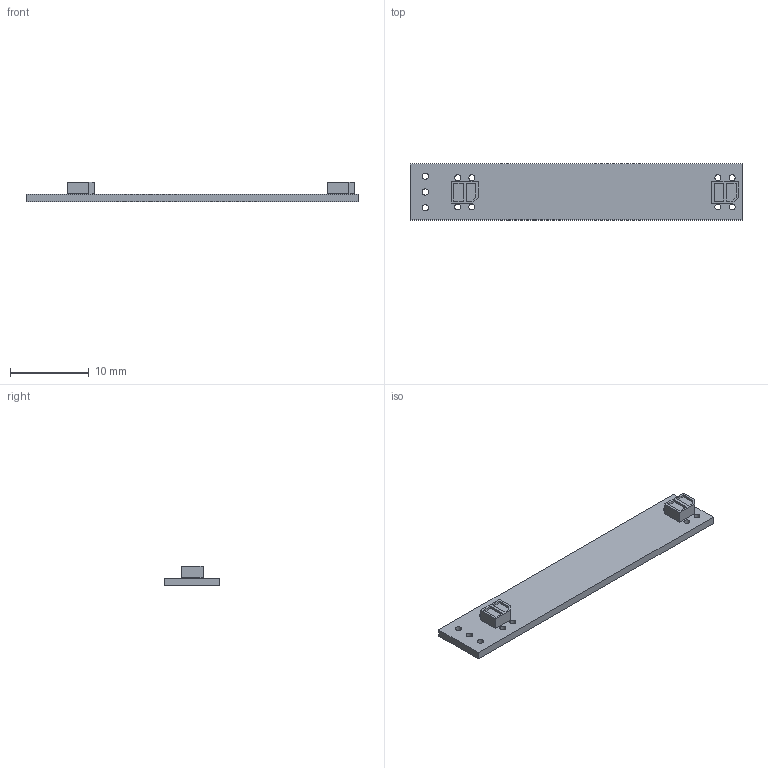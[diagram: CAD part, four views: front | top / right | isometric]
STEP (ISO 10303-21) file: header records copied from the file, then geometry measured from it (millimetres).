
FILE_DESCRIPTION(('KiCad electronic assembly'),'2;1');
FILE_NAME('robotrace_v2_Sidemarker.step','2023-07-07T23:51:27',('Pcbnew' ),('Kicad'),'Open CASCADE STEP processor 7.6', 'KiCad to STEP converter','Unknown');
FILE_SCHEMA(('AUTOMOTIVE_DESIGN { 1 0 10303 214 1 1 1 1 }'));
Length unit declared in the file: millimetre
Products named in the file (4): robotrace_v2_Sidemarker 1; LBR-123F v1; SOLID; robotrace_v2_Sidemarker PCB
Assembly tree (4 placements, depth 3):
  robotrace_v2_Sidemarker 1
    LBR-123F v1  x2
      SOLID
    robotrace_v2_Sidemarker PCB
Bounding box: 42.1 x 7.1 x 2.53 mm (x, y, z)
Volume: 311.6 mm3; surface area: 789.2 mm2
Topology: 3 solids, 3 shells, 53 faces, 129 edges, 86 vertices
Faces by surface type: plane 42, cylinder 11
Full cylindrical faces by diameter (mm): 0.762 x8, 0.8 x3
Entity records: 2384 total; most frequent: CARTESIAN_POINT 491, DIRECTION 341, LINE 217, VECTOR 217, ORIENTED_EDGE 174, PCURVE 174, DEFINITIONAL_REPRESENTATION 174, EDGE_CURVE 87
